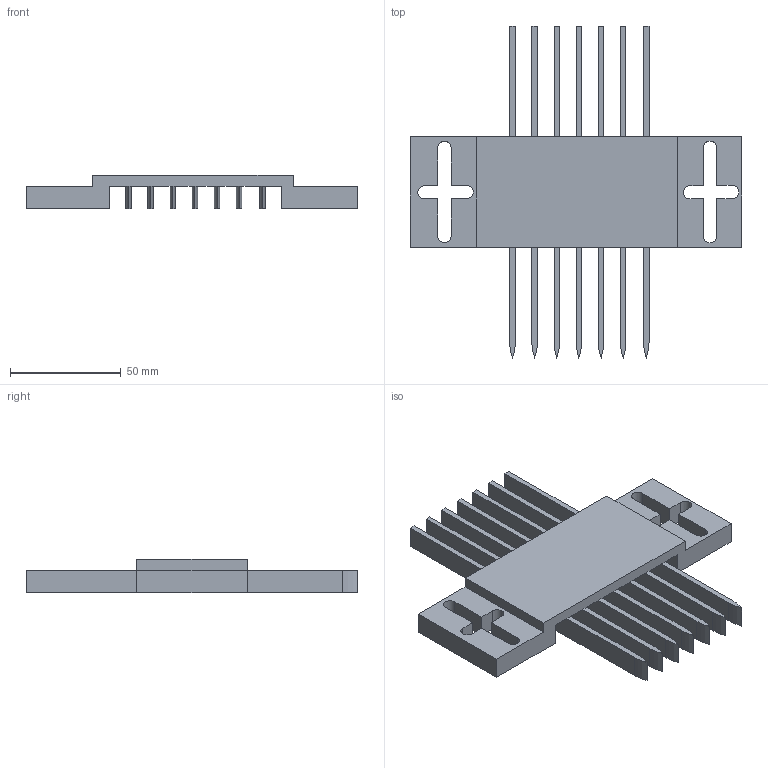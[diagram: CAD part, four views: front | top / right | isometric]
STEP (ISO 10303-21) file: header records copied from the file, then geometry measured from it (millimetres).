
FILE_DESCRIPTION(/* description */ (''),/* implementation_level */ '2;1');
FILE_NAME(/* name */ 'shaft base v2.step',/* time_stamp */ '2024-10-29T12:37:34+05:30',/* author */ (''),/* organization */ (''),/* preprocessor_version */ 'ST-DEVELOPER v20',/* originating_system */ 'Autodesk Translation Framework v13.20.0.188',/* authorisation */ '');
FILE_SCHEMA (('AUTOMOTIVE_DESIGN { 1 0 10303 214 3 1 1 }'));
Length unit declared in the file: millimetre
Products named in the file (1): shaft base
Bounding box: 150 x 150 x 15 mm (x, y, z)
Volume: 77086.8 mm3; surface area: 45602.7 mm2
Topology: 1 solids, 1 shells, 101 faces, 269 edges, 170 vertices
Faces by surface type: plane 79, cylinder 22
Entity records: 3124 total; most frequent: CARTESIAN_POINT 541, ORIENTED_EDGE 538, DIRECTION 517, EDGE_CURVE 269, LINE 225, VECTOR 225, VERTEX_POINT 170, AXIS2_PLACEMENT_3D 146
